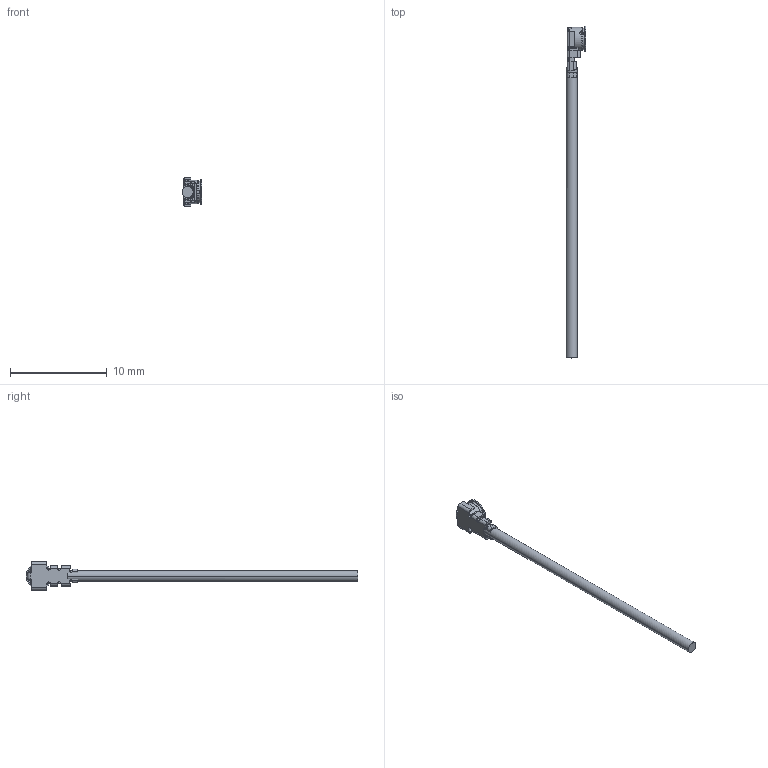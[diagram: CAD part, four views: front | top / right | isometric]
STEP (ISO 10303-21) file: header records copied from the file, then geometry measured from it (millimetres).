
FILE_DESCRIPTION(('FreeCAD Model'),'2;1');
FILE_NAME('Open CASCADE Shape Model','2023-12-21T11:33:52',(''),(''), 'Open CASCADE STEP processor 7.6','FreeCAD','Unknown');
FILE_SCHEMA(('AUTOMOTIVE_DESIGN { 1 0 10303 214 1 1 1 1 }'));
Length unit declared in the file: millimetre
Products named in the file (1): Cut
Bounding box: 2.03 x 34.36 x 2.95 mm (x, y, z)
Volume: 38.9 mm3; surface area: 206 mm2
Topology: 1 solids, 1 shells, 254 faces, 784 edges, 514 vertices
Faces by surface type: plane 157, cylinder 74, torus 23
Entity records: 10029 total; most frequent: CARTESIAN_POINT 2997, ORIENTED_EDGE 1568, DIRECTION 1397, EDGE_CURVE 784, VERTEX_POINT 514, AXIS2_PLACEMENT_3D 466, LINE 465, VECTOR 465
